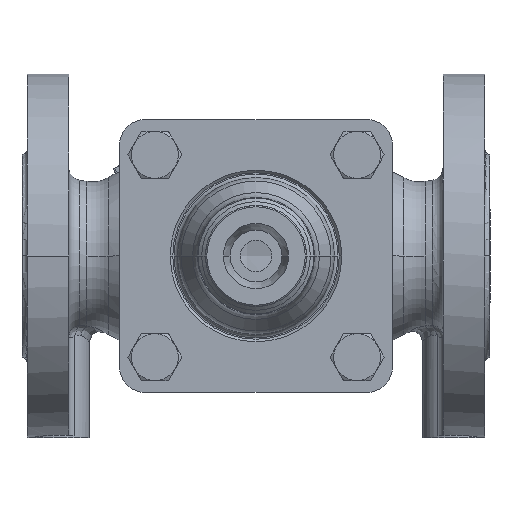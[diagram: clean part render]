
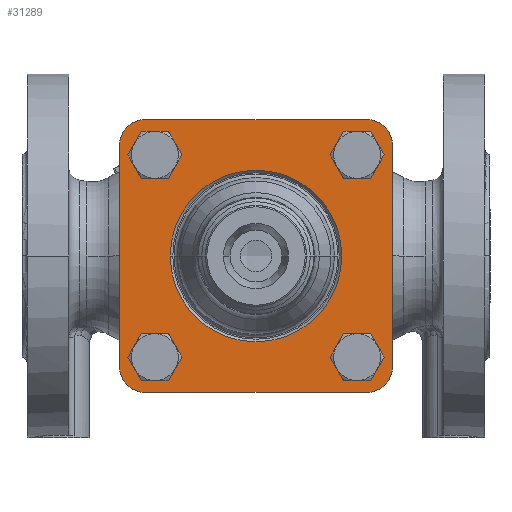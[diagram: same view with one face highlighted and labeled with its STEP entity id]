
A CAD part, front view. The second image highlights one B-rep face of the part: STEP entity #31289.
In plain terms, the highlighted planar face has unit normal (0, -1, 0).
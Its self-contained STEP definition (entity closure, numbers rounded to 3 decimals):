
#30840=CARTESIAN_POINT('',(-42.5,0.,42.5));
#30841=DIRECTION('',(0.,-1.,0.));
#30842=DIRECTION('',(0.,0.,1.));
#30843=AXIS2_PLACEMENT_3D('',#30840,#30841,#30842);
#30845=DIRECTION('',(1.,0.,0.));
#30846=VECTOR('',#30845,85.);
#30847=CARTESIAN_POINT('',(-42.5,0.,52.5));
#30848=LINE('',#30847,#30846);
#30849=CARTESIAN_POINT('',(42.5,0.,42.5));
#30850=DIRECTION('',(0.,-1.,0.));
#30851=DIRECTION('',(1.,0.,0.));
#30852=AXIS2_PLACEMENT_3D('',#30849,#30850,#30851);
#30854=DIRECTION('',(0.,0.,-1.));
#30855=VECTOR('',#30854,85.);
#30856=CARTESIAN_POINT('',(52.5,0.,42.5));
#30857=LINE('',#30856,#30855);
#30858=CARTESIAN_POINT('',(42.5,0.,-42.5));
#30859=DIRECTION('',(0.,-1.,0.));
#30860=DIRECTION('',(0.,0.,-1.));
#30861=AXIS2_PLACEMENT_3D('',#30858,#30859,#30860);
#30863=DIRECTION('',(-1.,0.,0.));
#30864=VECTOR('',#30863,85.);
#30865=CARTESIAN_POINT('',(42.5,0.,-52.5));
#30866=LINE('',#30865,#30864);
#30867=CARTESIAN_POINT('',(-42.5,0.,-42.5));
#30868=DIRECTION('',(0.,-1.,0.));
#30869=DIRECTION('',(-1.,0.,0.));
#30870=AXIS2_PLACEMENT_3D('',#30867,#30868,#30869);
#30872=DIRECTION('',(0.,0.,1.));
#30873=VECTOR('',#30872,85.);
#30874=CARTESIAN_POINT('',(-52.5,0.,-42.5));
#30875=LINE('',#30874,#30873);
#30876=CARTESIAN_POINT('',(0.,0.,
0.));
#30877=DIRECTION('',(0.,1.,0.));
#30878=DIRECTION('',(1.,0.,0.));
#30879=AXIS2_PLACEMENT_3D('',#30876,#30877,#30878);
#30881=CARTESIAN_POINT('',(0.,0.,
0.));
#30882=DIRECTION('',(0.,1.,0.));
#30883=DIRECTION('',(-1.,0.,0.));
#30884=AXIS2_PLACEMENT_3D('',#30881,#30882,#30883);
#30886=CARTESIAN_POINT('',(-38.891,0.,38.891));
#30887=DIRECTION('',(0.,-1.,0.));
#30888=DIRECTION('',(1.,0.,0.));
#30889=AXIS2_PLACEMENT_3D('',#30886,#30887,#30888);
#30891=CARTESIAN_POINT('',(-38.891,0.,38.891));
#30892=DIRECTION('',(0.,-1.,0.));
#30893=DIRECTION('',(-1.,0.,0.));
#30894=AXIS2_PLACEMENT_3D('',#30891,#30892,#30893);
#30896=CARTESIAN_POINT('',(38.891,0.,38.891));
#30897=DIRECTION('',(0.,-1.,0.));
#30898=DIRECTION('',(1.,0.,0.));
#30899=AXIS2_PLACEMENT_3D('',#30896,#30897,#30898);
#30901=CARTESIAN_POINT('',(38.891,0.,38.891));
#30902=DIRECTION('',(0.,-1.,0.));
#30903=DIRECTION('',(-1.,0.,0.));
#30904=AXIS2_PLACEMENT_3D('',#30901,#30902,#30903);
#30906=CARTESIAN_POINT('',(38.891,0.,-38.891));
#30907=DIRECTION('',(0.,-1.,0.));
#30908=DIRECTION('',(1.,0.,0.));
#30909=AXIS2_PLACEMENT_3D('',#30906,#30907,#30908);
#30911=CARTESIAN_POINT('',(38.891,0.,-38.891));
#30912=DIRECTION('',(0.,-1.,0.));
#30913=DIRECTION('',(-1.,0.,0.));
#30914=AXIS2_PLACEMENT_3D('',#30911,#30912,#30913);
#30916=CARTESIAN_POINT('',(-38.891,0.,-38.891));
#30917=DIRECTION('',(0.,-1.,0.));
#30918=DIRECTION('',(1.,0.,0.));
#30919=AXIS2_PLACEMENT_3D('',#30916,#30917,#30918);
#30921=CARTESIAN_POINT('',(-38.891,0.,-38.891));
#30922=DIRECTION('',(0.,-1.,0.));
#30923=DIRECTION('',(-1.,0.,0.));
#30924=AXIS2_PLACEMENT_3D('',#30921,#30922,#30923);
#31156=CARTESIAN_POINT('',(-42.5,0.,52.5));
#31157=CARTESIAN_POINT('',(-52.5,0.,42.5));
#31158=VERTEX_POINT('',#31156);
#31159=VERTEX_POINT('',#31157);
#31164=CARTESIAN_POINT('',(52.5,0.,42.5));
#31165=CARTESIAN_POINT('',(42.5,0.,52.5));
#31166=VERTEX_POINT('',#31164);
#31167=VERTEX_POINT('',#31165);
#31172=CARTESIAN_POINT('',(42.5,0.,-52.5));
#31173=CARTESIAN_POINT('',(52.5,0.,-42.5));
#31174=VERTEX_POINT('',#31172);
#31175=VERTEX_POINT('',#31173);
#31180=CARTESIAN_POINT('',(-52.5,0.,-42.5));
#31181=CARTESIAN_POINT('',(-42.5,0.,-52.5));
#31182=VERTEX_POINT('',#31180);
#31183=VERTEX_POINT('',#31181);
#31196=CARTESIAN_POINT('',(33.,0.,0.));
#31197=CARTESIAN_POINT('',(-33.,0.,
0.));
#31198=VERTEX_POINT('',#31196);
#31199=VERTEX_POINT('',#31197);
#31204=CARTESIAN_POINT('',(-31.891,0.,38.891));
#31205=CARTESIAN_POINT('',(-45.891,0.,38.891));
#31206=VERTEX_POINT('',#31204);
#31207=VERTEX_POINT('',#31205);
#31212=CARTESIAN_POINT('',(45.891,0.,38.891));
#31213=CARTESIAN_POINT('',(31.891,0.,38.891));
#31214=VERTEX_POINT('',#31212);
#31215=VERTEX_POINT('',#31213);
#31220=CARTESIAN_POINT('',(45.891,0.,-38.891));
#31221=CARTESIAN_POINT('',(31.891,0.,-38.891));
#31222=VERTEX_POINT('',#31220);
#31223=VERTEX_POINT('',#31221);
#31228=CARTESIAN_POINT('',(-31.891,0.,-38.891));
#31229=CARTESIAN_POINT('',(-45.891,0.,-38.891));
#31230=VERTEX_POINT('',#31228);
#31231=VERTEX_POINT('',#31229);
#31236=CARTESIAN_POINT('',(0.,0.,0.));
#31237=DIRECTION('',(0.,1.,0.));
#31238=DIRECTION('',(1.,0.,0.));
#31239=AXIS2_PLACEMENT_3D('',#31236,#31237,#31238);
#31240=PLANE('',#31239);
#31242=ORIENTED_EDGE('',*,*,#31241,.F.);
#31244=ORIENTED_EDGE('',*,*,#31243,.T.);
#31246=ORIENTED_EDGE('',*,*,#31245,.F.);
#31248=ORIENTED_EDGE('',*,*,#31247,.T.);
#31250=ORIENTED_EDGE('',*,*,#31249,.F.);
#31252=ORIENTED_EDGE('',*,*,#31251,.T.);
#31254=ORIENTED_EDGE('',*,*,#31253,.F.);
#31256=ORIENTED_EDGE('',*,*,#31255,.T.);
#31257=EDGE_LOOP('',(#31242,#31244,#31246,#31248,#31250,#31252,#31254,#31256));
#31258=FACE_OUTER_BOUND('',#31257,.F.);
#31260=ORIENTED_EDGE('',*,*,#31259,.F.);
#31262=ORIENTED_EDGE('',*,*,#31261,.F.);
#31263=EDGE_LOOP('',(#31260,#31262));
#31264=FACE_BOUND('',#31263,.F.);
#31266=ORIENTED_EDGE('',*,*,#31265,.T.);
#31268=ORIENTED_EDGE('',*,*,#31267,.T.);
#31269=EDGE_LOOP('',(#31266,#31268));
#31270=FACE_BOUND('',#31269,.F.);
#31272=ORIENTED_EDGE('',*,*,#31271,.T.);
#31274=ORIENTED_EDGE('',*,*,#31273,.T.);
#31275=EDGE_LOOP('',(#31272,#31274));
#31276=FACE_BOUND('',#31275,.F.);
#31278=ORIENTED_EDGE('',*,*,#31277,.T.);
#31280=ORIENTED_EDGE('',*,*,#31279,.T.);
#31281=EDGE_LOOP('',(#31278,#31280));
#31282=FACE_BOUND('',#31281,.F.);
#31284=ORIENTED_EDGE('',*,*,#31283,.T.);
#31286=ORIENTED_EDGE('',*,*,#31285,.T.);
#31287=EDGE_LOOP('',(#31284,#31286));
#31288=FACE_BOUND('',#31287,.F.);
#31289=ADVANCED_FACE('',(#31258,#31264,#31270,#31276,#31282,#31288),#31240,.F.);
#30844=CIRCLE('',#30843,10.);
#30853=CIRCLE('',#30852,10.);
#30862=CIRCLE('',#30861,10.);
#30871=CIRCLE('',#30870,10.);
#30880=CIRCLE('',#30879,33.);
#30885=CIRCLE('',#30884,33.);
#30890=CIRCLE('',#30889,7.);
#30895=CIRCLE('',#30894,7.);
#30900=CIRCLE('',#30899,7.);
#30905=CIRCLE('',#30904,7.);
#30910=CIRCLE('',#30909,7.);
#30915=CIRCLE('',#30914,7.);
#30920=CIRCLE('',#30919,7.);
#30925=CIRCLE('',#30924,7.);
#31241=EDGE_CURVE('',#31158,#31159,#30844,.T.);
#31243=EDGE_CURVE('',#31158,#31167,#30848,.T.);
#31245=EDGE_CURVE('',#31166,#31167,#30853,.T.);
#31247=EDGE_CURVE('',#31166,#31175,#30857,.T.);
#31249=EDGE_CURVE('',#31174,#31175,#30862,.T.);
#31251=EDGE_CURVE('',#31174,#31183,#30866,.T.);
#31253=EDGE_CURVE('',#31182,#31183,#30871,.T.);
#31255=EDGE_CURVE('',#31182,#31159,#30875,.T.);
#31259=EDGE_CURVE('',#31198,#31199,#30880,.T.);
#31261=EDGE_CURVE('',#31199,#31198,#30885,.T.);
#31265=EDGE_CURVE('',#31206,#31207,#30890,.T.);
#31267=EDGE_CURVE('',#31207,#31206,#30895,.T.);
#31271=EDGE_CURVE('',#31214,#31215,#30900,.T.);
#31273=EDGE_CURVE('',#31215,#31214,#30905,.T.);
#31277=EDGE_CURVE('',#31222,#31223,#30910,.T.);
#31279=EDGE_CURVE('',#31223,#31222,#30915,.T.);
#31283=EDGE_CURVE('',#31230,#31231,#30920,.T.);
#31285=EDGE_CURVE('',#31231,#31230,#30925,.T.);
